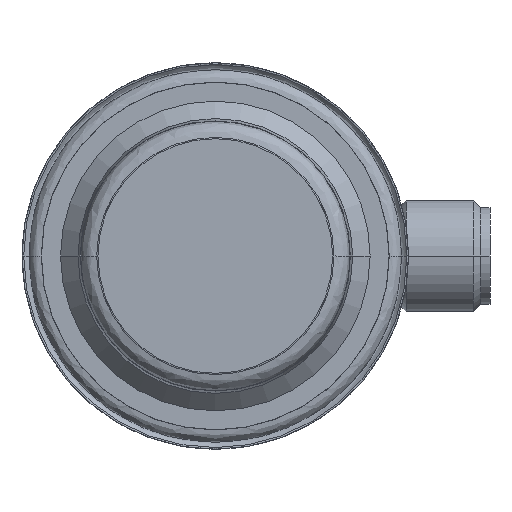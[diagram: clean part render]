
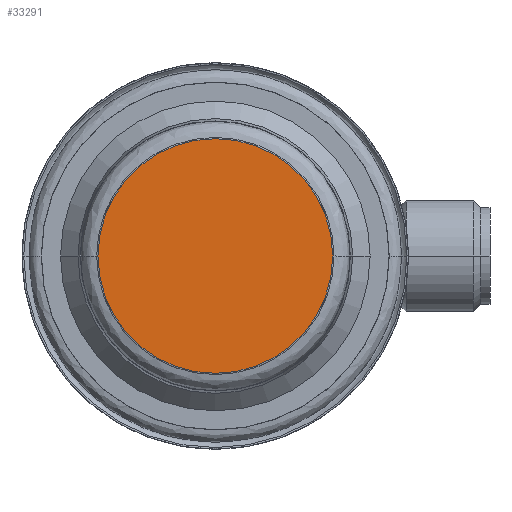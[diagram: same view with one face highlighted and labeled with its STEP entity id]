
A CAD part, front view. The second image highlights one B-rep face of the part: STEP entity #33291.
In plain terms, the highlighted free-form (B-spline) face has degree [1, 1] with [2, 2] control points.
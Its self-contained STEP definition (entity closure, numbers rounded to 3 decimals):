
#11370=CARTESIAN_POINT('',(0.006,-80.,0.));
#11371=DIRECTION('',(0.,1.,0.));
#11372=DIRECTION('',(1.,0.,0.));
#11373=AXIS2_PLACEMENT_3D('',#11370,#11371,#11372);
#11385=CARTESIAN_POINT('',(0.006,-80.,0.));
#11386=DIRECTION('',(0.,-1.,0.));
#11387=DIRECTION('',(1.,0.,0.));
#11388=AXIS2_PLACEMENT_3D('',#11385,#11386,#11387);
#13232=CARTESIAN_POINT('',(12.606,-80.,0.));
#13233=CARTESIAN_POINT('',(-12.594,-80.,0.));
#13234=VERTEX_POINT('',#13232);
#13235=VERTEX_POINT('',#13233);
#33282=CARTESIAN_POINT('',(13.11,-80.,13.104));
#33283=CARTESIAN_POINT('',(13.11,-80.,-13.104));
#33284=CARTESIAN_POINT('',(-13.098,-80.,13.104));
#33285=CARTESIAN_POINT('',(-13.098,-80.,-13.104));
#33286=B_SPLINE_SURFACE_WITH_KNOTS('',1,1,((#33282,#33283),(#33284,#33285)),
.UNSPECIFIED.,.F.,.F.,.F.,(2,2),(2,2),(-13.104,13.104),(-13.104,13.104),
.UNSPECIFIED.);
#33287=ORIENTED_EDGE('',*,*,#33212,.T.);
#33288=ORIENTED_EDGE('',*,*,#33276,.F.);
#33289=EDGE_LOOP('',(#33287,#33288));
#33290=FACE_OUTER_BOUND('',#33289,.F.);
#33291=ADVANCED_FACE('',(#33290),#33286,.T.);
#11374=CIRCLE('',#11373,12.6);
#11389=CIRCLE('',#11388,12.6);
#33212=EDGE_CURVE('',#13234,#13235,#11374,.T.);
#33276=EDGE_CURVE('',#13234,#13235,#11389,.T.);
